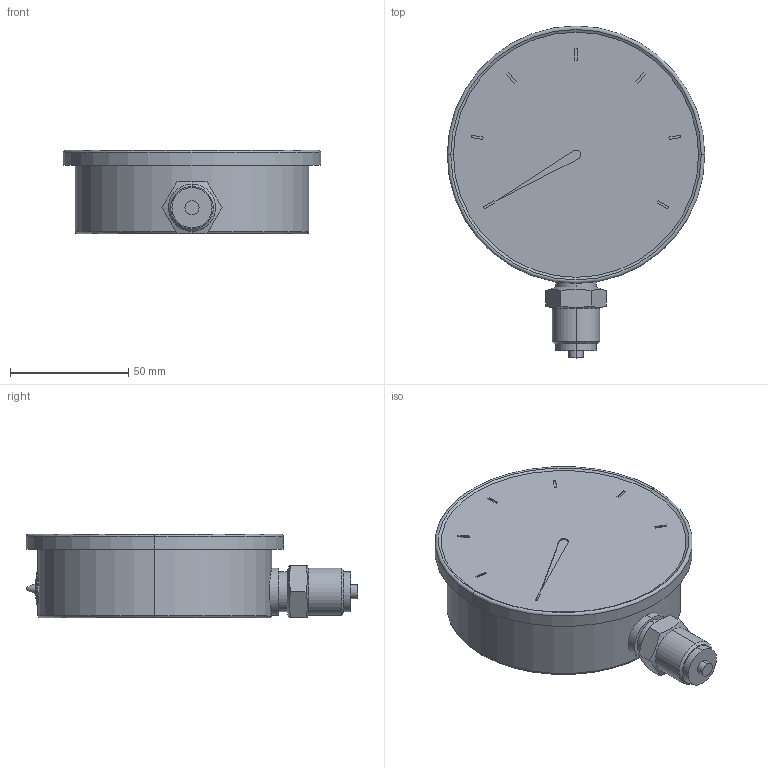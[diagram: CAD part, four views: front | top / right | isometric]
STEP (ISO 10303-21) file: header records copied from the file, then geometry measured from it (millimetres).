
FILE_DESCRIPTION (( 'STEP AP214' ), '1' );
FILE_NAME ('Manometr 100x1_2G.STEP', '2013-02-19T09:47:02', ( 'Uzivatel' ), ( '' ), 'SwSTEP 2.0', 'SolidWorks 2012', '' );
FILE_SCHEMA (( 'AUTOMOTIVE_DESIGN' ));
Length unit declared in the file: millimetre
Products named in the file (1): Manometr 100x1_2G
Bounding box: 109 x 140.5 x 35.27 mm (x, y, z)
Volume: 285895.5 mm3; surface area: 33168.9 mm2
Topology: 3 solids, 3 shells, 91 faces, 198 edges, 125 vertices
Faces by surface type: plane 51, cylinder 20, torus 8, cone 8, sphere 4
Entity records: 2771 total; most frequent: CARTESIAN_POINT 701, DIRECTION 420, ORIENTED_EDGE 396, EDGE_CURVE 198, AXIS2_PLACEMENT_3D 150, VERTEX_POINT 125, LINE 120, VECTOR 120
